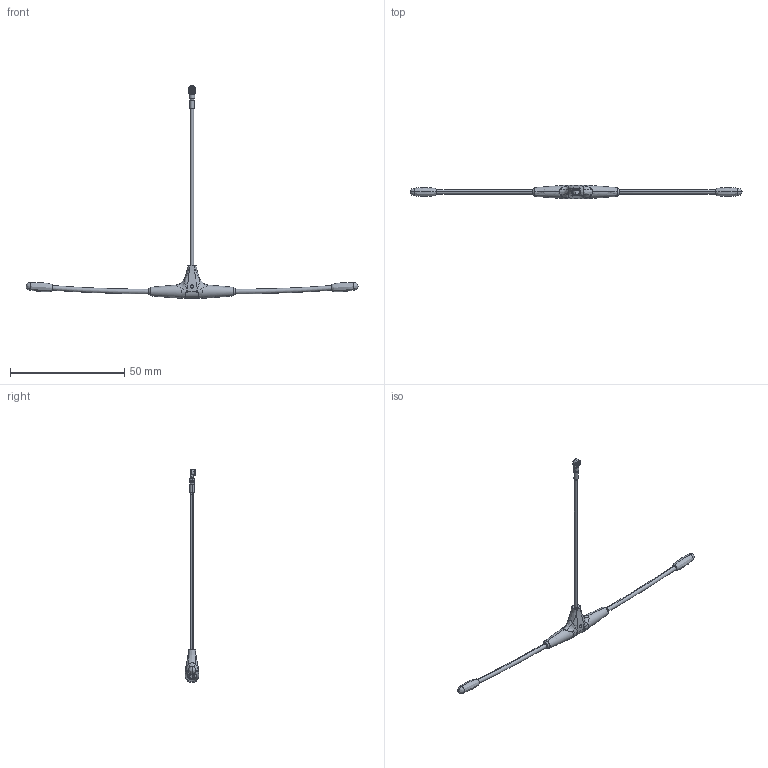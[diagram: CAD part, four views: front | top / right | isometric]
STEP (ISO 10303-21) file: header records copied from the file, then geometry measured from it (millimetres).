
FILE_DESCRIPTION (( 'STEP AP203' ), '1' );
FILE_NAME ('Immortal_T.STEP', '2019-11-18T09:53:15', ( '' ), ( '' ), 'SwSTEP 2.0', 'SolidWorks 2016', '' );
FILE_SCHEMA (( 'CONFIG_CONTROL_DESIGN' ));
Length unit declared in the file: millimetre
Products named in the file (1): Immortal_T
Bounding box: 145.26 x 6 x 93.11 mm (x, y, z)
Volume: 1644.6 mm3; surface area: 2005.2 mm2
Topology: 2 solids, 2 shells, 256 faces, 639 edges, 387 vertices
Faces by surface type: plane 88, cylinder 70, bspline 50, cone 24, torus 24
Entity records: 10391 total; most frequent: CARTESIAN_POINT 4620, ORIENTED_EDGE 1258, DIRECTION 1105, EDGE_CURVE 629, AXIS2_PLACEMENT_3D 413, VERTEX_POINT 387, VECTOR 279, LINE 279
